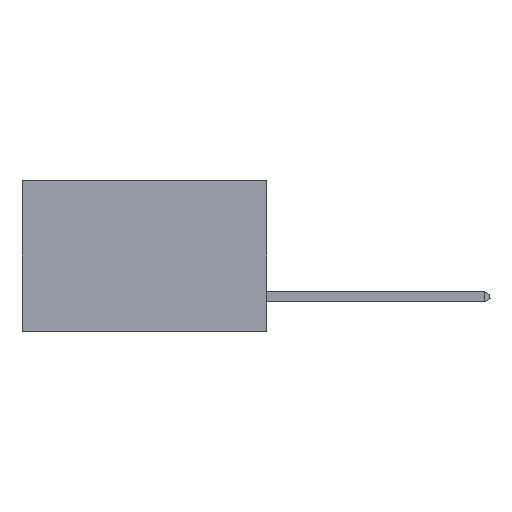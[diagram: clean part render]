
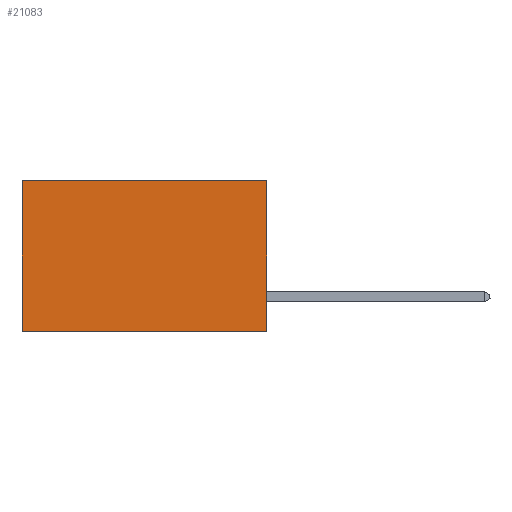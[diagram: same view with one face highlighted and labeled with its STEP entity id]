
A CAD part, left-side view. The second image highlights one B-rep face of the part: STEP entity #21083.
In plain terms, the highlighted planar face has unit normal (-1, 0, 0).
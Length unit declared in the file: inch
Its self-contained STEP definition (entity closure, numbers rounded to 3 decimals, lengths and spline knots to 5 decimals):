
#160 = LINE ( 'NONE', #8347, #33974 ) ;
#1999 = LINE ( 'NONE', #37042, #12226 ) ;
#2405 = DIRECTION ( 'NONE',  ( 0., 1., 0. ) ) ;
#2499 = DIRECTION ( 'NONE',  ( 1., 0., 0. ) ) ;
#3020 = EDGE_CURVE ( 'NONE', #23262, #13888, #160, .T. ) ;
#3240 = EDGE_LOOP ( 'NONE', ( #26641, #37228, #8989, #19160 ) ) ;
#8347 = CARTESIAN_POINT ( 'NONE',  ( 0.2875, 0., 0. ) ) ;
#8989 = ORIENTED_EDGE ( 'NONE', *, *, #3020, .F. ) ;
#10831 = LINE ( 'NONE', #12180, #14591 ) ;
#11544 = VERTEX_POINT ( 'NONE', #36768 ) ;
#12180 = CARTESIAN_POINT ( 'NONE',  ( 0.2875, 0.6, 0. ) ) ;
#12226 = VECTOR ( 'NONE', #2405, 39.37008 ) ;
#13888 = VERTEX_POINT ( 'NONE', #32407 ) ;
#14591 = VECTOR ( 'NONE', #44078, 39.37008 ) ;
#15300 = DIRECTION ( 'NONE',  ( 0., 0., -1. ) ) ;
#16272 = CARTESIAN_POINT ( 'NONE',  ( 0.2875, 0.6, 0. ) ) ;
#16943 = EDGE_CURVE ( 'NONE', #13888, #11544, #1999, .T. ) ;
#19160 = ORIENTED_EDGE ( 'NONE', *, *, #30365, .T. ) ;
#19597 = CARTESIAN_POINT ( 'NONE',  ( 0.2875, 0., 0. ) ) ;
#19623 = EDGE_CURVE ( 'NONE', #30638, #11544, #10831, .T. ) ;
#20941 = AXIS2_PLACEMENT_3D ( 'NONE', #19597, #2499, #26612 ) ;
#21083 = ADVANCED_FACE ( 'NONE', ( #24738 ), #22093, .F. ) ;
#22093 = PLANE ( 'NONE',  #20941 ) ;
#22456 = DIRECTION ( 'NONE',  ( 0., 1., 0. ) ) ;
#23262 = VERTEX_POINT ( 'NONE', #28787 ) ;
#24738 = FACE_OUTER_BOUND ( 'NONE', #3240, .T. ) ;
#26612 = DIRECTION ( 'NONE',  ( 0., 0., -1. ) ) ;
#26641 = ORIENTED_EDGE ( 'NONE', *, *, #19623, .T. ) ;
#28787 = CARTESIAN_POINT ( 'NONE',  ( 0.2875, 0., 0. ) ) ;
#28843 = VECTOR ( 'NONE', #22456, 39.37008 ) ;
#29224 = CARTESIAN_POINT ( 'NONE',  ( 0.2875, 0., 0. ) ) ;
#30365 = EDGE_CURVE ( 'NONE', #23262, #30638, #37477, .T. ) ;
#30638 = VERTEX_POINT ( 'NONE', #16272 ) ;
#32407 = CARTESIAN_POINT ( 'NONE',  ( 0.2875, 0., -0.37 ) ) ;
#33974 = VECTOR ( 'NONE', #15300, 39.37008 ) ;
#36768 = CARTESIAN_POINT ( 'NONE',  ( 0.2875, 0.6, -0.37 ) ) ;
#37042 = CARTESIAN_POINT ( 'NONE',  ( 0.2875, 0., -0.37 ) ) ;
#37228 = ORIENTED_EDGE ( 'NONE', *, *, #16943, .F. ) ;
#37477 = LINE ( 'NONE', #29224, #28843 ) ;
#44078 = DIRECTION ( 'NONE',  ( 0., 0., -1. ) ) ;
